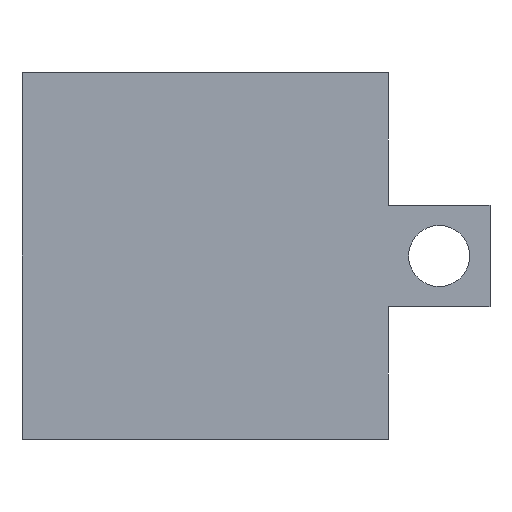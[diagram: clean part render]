
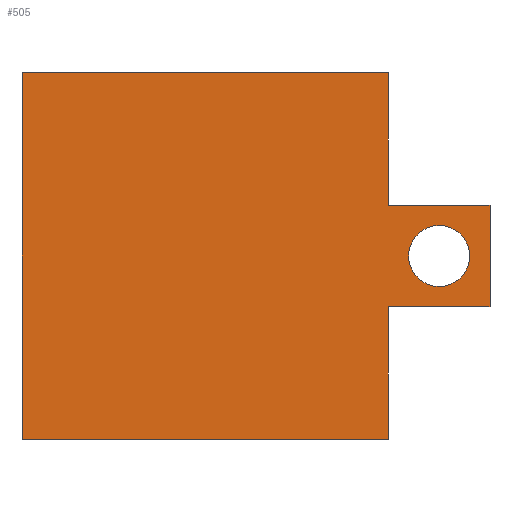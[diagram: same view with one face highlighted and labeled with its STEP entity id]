
A CAD part, front view. The second image highlights one B-rep face of the part: STEP entity #505.
In plain terms, the highlighted planar face has unit normal (0, -1, 0).
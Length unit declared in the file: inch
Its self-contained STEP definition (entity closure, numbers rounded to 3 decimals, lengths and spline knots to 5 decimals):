
#26=FACE_BOUND('',#101,.T.);
#36=CIRCLE('',#563,0.09375);
#65=FACE_OUTER_BOUND('',#100,.T.);
#100=EDGE_LOOP('',(#440,#441,#442,#443,#444,#445,#446,#447));
#101=EDGE_LOOP('',(#448));
#142=LINE('',#813,#196);
#145=LINE('',#818,#199);
#147=LINE('',#822,#201);
#149=LINE('',#826,#203);
#152=LINE('',#835,#206);
#154=LINE('',#839,#208);
#156=LINE('',#843,#210);
#157=LINE('',#845,#211);
#196=VECTOR('',#664,0.3937);
#199=VECTOR('',#669,0.3937);
#201=VECTOR('',#673,0.3937);
#203=VECTOR('',#677,0.3937);
#206=VECTOR('',#688,0.3937);
#208=VECTOR('',#692,0.3937);
#210=VECTOR('',#696,0.3937);
#211=VECTOR('',#699,0.3937);
#246=VERTEX_POINT('',#810);
#247=VERTEX_POINT('',#812);
#248=VERTEX_POINT('',#816);
#249=VERTEX_POINT('',#820);
#250=VERTEX_POINT('',#824);
#251=VERTEX_POINT('',#829);
#252=VERTEX_POINT('',#833);
#253=VERTEX_POINT('',#837);
#254=VERTEX_POINT('',#841);
#303=EDGE_CURVE('',#246,#247,#142,.T.);
#306=EDGE_CURVE('',#248,#246,#145,.T.);
#308=EDGE_CURVE('',#249,#248,#147,.T.);
#310=EDGE_CURVE('',#250,#249,#149,.T.);
#312=EDGE_CURVE('',#251,#251,#36,.T.);
#314=EDGE_CURVE('',#252,#250,#152,.T.);
#316=EDGE_CURVE('',#253,#252,#154,.T.);
#318=EDGE_CURVE('',#254,#253,#156,.T.);
#319=EDGE_CURVE('',#247,#254,#157,.T.);
#440=ORIENTED_EDGE('',*,*,#310,.F.);
#441=ORIENTED_EDGE('',*,*,#314,.F.);
#442=ORIENTED_EDGE('',*,*,#316,.F.);
#443=ORIENTED_EDGE('',*,*,#318,.F.);
#444=ORIENTED_EDGE('',*,*,#319,.F.);
#445=ORIENTED_EDGE('',*,*,#303,.F.);
#446=ORIENTED_EDGE('',*,*,#306,.F.);
#447=ORIENTED_EDGE('',*,*,#308,.F.);
#448=ORIENTED_EDGE('',*,*,#312,.F.);
#476=PLANE('',#569);
#505=ADVANCED_FACE('',(#65,#26),#476,.F.);
#563=AXIS2_PLACEMENT_3D('',#831,#683,#684);
#569=AXIS2_PLACEMENT_3D('',#847,#702,#703);
#664=DIRECTION('',(0.,0.,-1.));
#669=DIRECTION('',(1.,0.,0.));
#673=DIRECTION('',(0.,0.,1.));
#677=DIRECTION('',(-1.,0.,0.));
#683=DIRECTION('center_axis',(0.,-1.,0.));
#684=DIRECTION('ref_axis',(1.,0.,0.));
#688=DIRECTION('',(0.,0.,-1.));
#692=DIRECTION('',(-1.,0.,0.));
#696=DIRECTION('',(0.,0.,-1.));
#699=DIRECTION('',(1.,0.,0.));
#702=DIRECTION('center_axis',(0.,1.,0.));
#703=DIRECTION('ref_axis',(0.,0.,1.));
#810=CARTESIAN_POINT('',(0.,0.,0.));
#812=CARTESIAN_POINT('',(0.,0.,-0.40625));
#813=CARTESIAN_POINT('',(0.,0.,0.));
#816=CARTESIAN_POINT('',(-1.125,0.,0.));
#818=CARTESIAN_POINT('',(-1.125,0.,0.));
#820=CARTESIAN_POINT('',(-1.125,0.,-1.125));
#822=CARTESIAN_POINT('',(-1.125,0.,-1.125));
#824=CARTESIAN_POINT('',(0.,0.,-1.125));
#826=CARTESIAN_POINT('',(0.,0.,-1.125));
#829=CARTESIAN_POINT('',(0.0625,0.,-0.5625));
#831=CARTESIAN_POINT('Origin',(0.15625,0.,-0.5625));
#833=CARTESIAN_POINT('',(0.,0.,-0.71875));
#835=CARTESIAN_POINT('',(0.,0.,0.));
#837=CARTESIAN_POINT('',(0.3125,0.,-0.71875));
#839=CARTESIAN_POINT('',(0.3125,0.,-0.71875));
#841=CARTESIAN_POINT('',(0.3125,0.,-0.40625));
#843=CARTESIAN_POINT('',(0.3125,0.,-0.40625));
#845=CARTESIAN_POINT('',(0.,0.,-0.40625));
#847=CARTESIAN_POINT('Origin',(-0.5625,0.,-0.5625));
